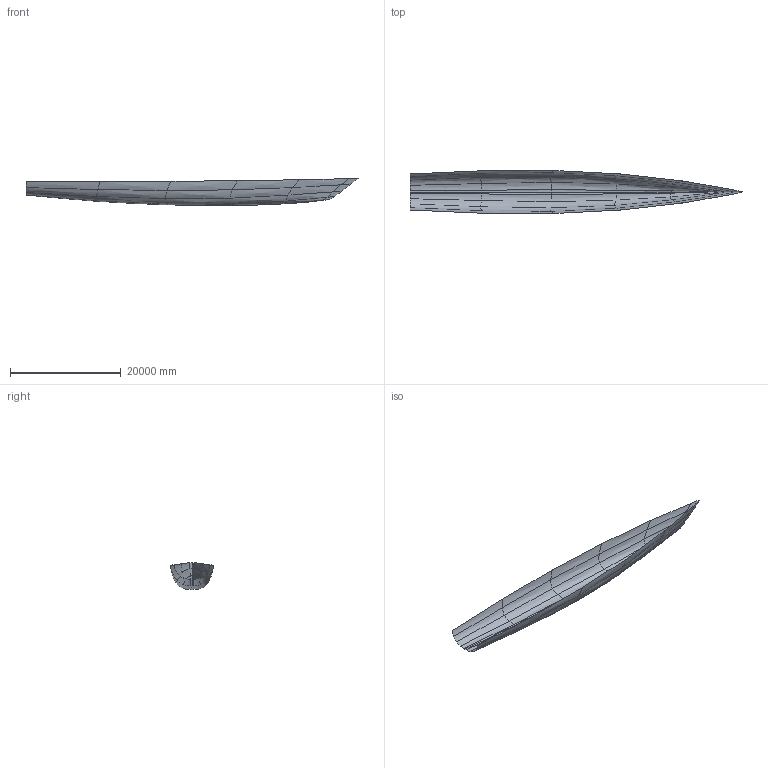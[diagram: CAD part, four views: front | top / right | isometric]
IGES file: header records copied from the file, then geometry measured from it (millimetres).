
Start section: DELFTship IGES file. (www.delftship.net)
Global section: file name: 61HdigitalSculpt_i6.igs; native system: DELFTship 12.10; preprocessor: DELFTship 12.10; author: Oliver Jans (17) - 21/05/20; date: 20200522.170605; units: metre
Bounding box: 60000 x 7755.98 x 4896.06 mm (x, y, z)
Surface area: 654768424.4 mm2 (no closed solid volume)
Topology: 0 solids, 0 shells, 58 faces, 232 edges, 232 vertices
Faces by surface type: bspline 58
